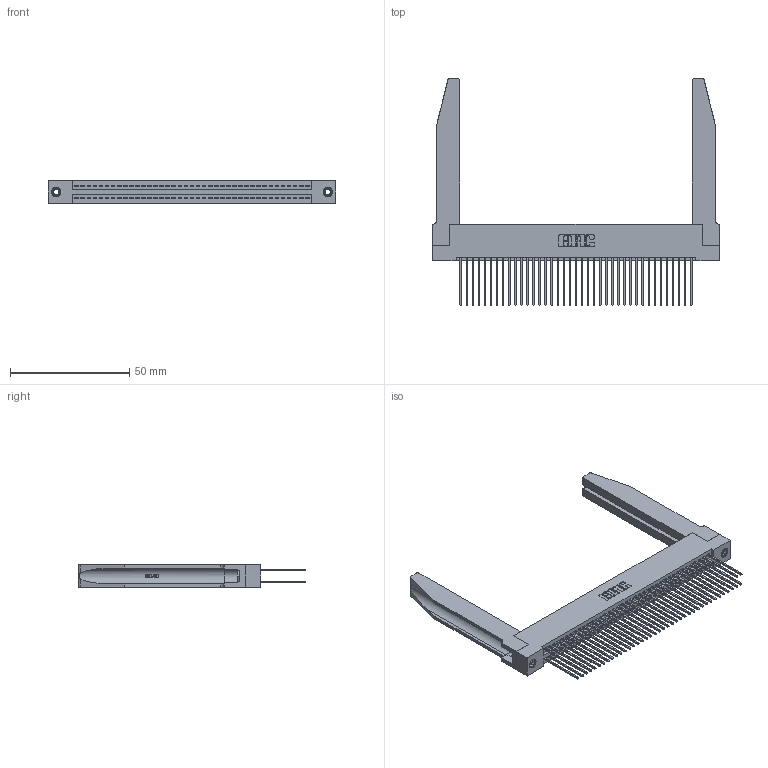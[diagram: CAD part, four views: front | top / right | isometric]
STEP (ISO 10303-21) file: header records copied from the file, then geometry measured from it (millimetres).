
FILE_DESCRIPTION (( 'STEP AP203' ), '1' );
FILE_NAME ('395-078-541-278.STEP', '2019-10-25T02:24:33', ( '' ), ( '' ), 'SwSTEP 2.0', 'SolidWorks 2016', '' );
FILE_SCHEMA (( 'CONFIG_CONTROL_DESIGN' ));
Length unit declared in the file: inch
Products named in the file (5): 345-220-078_345-220-078; 395-078-541-278; 345 Part_Flush Mounting Lugs - 0.156 Dia-TH; 345-292-001_345-293-141; 345-250-001_345-250-001-102
Assembly tree (83 placements, depth 2):
  395-078-541-278
    345 Part_Flush Mounting Lugs - 0.156 Dia-TH
    345-292-001_345-293-141  x78
    345-250-001_345-250-001-102  x2
    345-220-078_345-220-078  x2
Bounding box: 120.29 x 94.92 x 9.4 mm (x, y, z)
Volume: 19875.6 mm3; surface area: 26777.4 mm2
Topology: 83 solids, 83 shells, 4260 faces, 12571 edges, 8266 vertices
Faces by surface type: plane 2796, cylinder 1412, bspline 36, cone 12, torus 4
Entity records: 35762 total; most frequent: CARTESIAN_POINT 6915, ORIENTED_EDGE 5746, DIRECTION 5095, EDGE_CURVE 2873, VECTOR 2491, LINE 2491, VERTEX_POINT 1908, AXIS2_PLACEMENT_3D 1302
